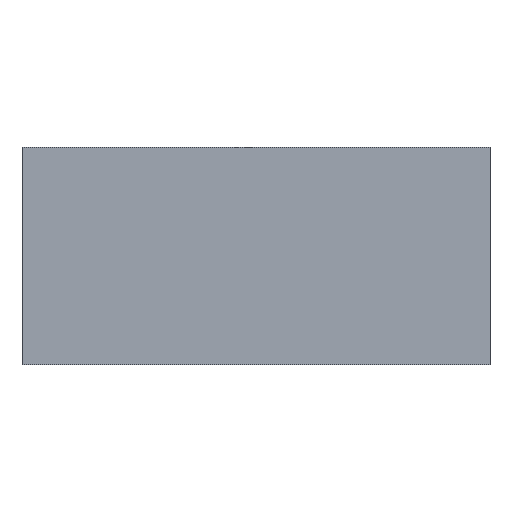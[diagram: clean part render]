
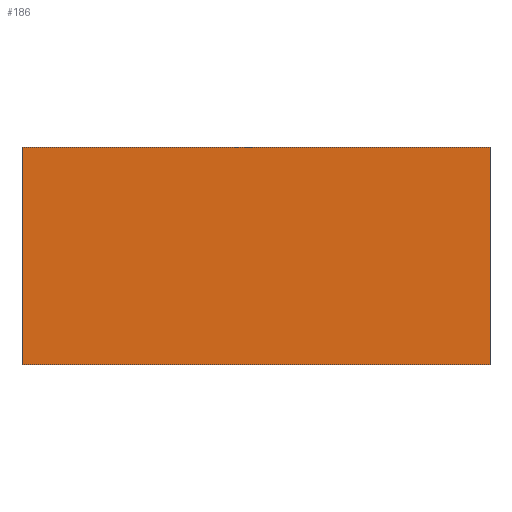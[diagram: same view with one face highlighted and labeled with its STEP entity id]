
A CAD part, front view. The second image highlights one B-rep face of the part: STEP entity #186.
In plain terms, the highlighted planar face has unit normal (0, -1, 0).
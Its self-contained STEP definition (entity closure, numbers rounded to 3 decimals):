
#20=FACE_OUTER_BOUND('',#30,.T.);
#30=EDGE_LOOP('',(#142,#143,#144,#145));
#49=LINE('',#293,#73);
#50=LINE('',#296,#74);
#51=LINE('',#298,#75);
#52=LINE('',#299,#76);
#73=VECTOR('',#241,10.);
#74=VECTOR('',#244,10.);
#75=VECTOR('',#245,10.);
#76=VECTOR('',#246,10.);
#93=VERTEX_POINT('',#289);
#94=VERTEX_POINT('',#291);
#95=VERTEX_POINT('',#295);
#96=VERTEX_POINT('',#297);
#113=EDGE_CURVE('',#93,#94,#49,.T.);
#114=EDGE_CURVE('',#93,#95,#50,.T.);
#115=EDGE_CURVE('',#96,#94,#51,.T.);
#116=EDGE_CURVE('',#95,#96,#52,.T.);
#142=ORIENTED_EDGE('',*,*,#114,.F.);
#143=ORIENTED_EDGE('',*,*,#113,.T.);
#144=ORIENTED_EDGE('',*,*,#115,.F.);
#145=ORIENTED_EDGE('',*,*,#116,.F.);
#176=PLANE('',#210);
#186=ADVANCED_FACE('',(#20),#176,.T.);
#210=AXIS2_PLACEMENT_3D('',#294,#242,#243);
#241=DIRECTION('',(0.,0.,1.));
#242=DIRECTION('center_axis',(0.,-1.,0.));
#243=DIRECTION('ref_axis',(1.,0.,0.));
#244=DIRECTION('',(-1.,0.,0.));
#245=DIRECTION('',(1.,0.,0.));
#246=DIRECTION('',(0.,0.,1.));
#289=CARTESIAN_POINT('',(0.,0.,0.));
#291=CARTESIAN_POINT('',(0.,0.,20.));
#293=CARTESIAN_POINT('',(0.,0.,0.));
#294=CARTESIAN_POINT('Origin',(-43.,0.,0.));
#295=CARTESIAN_POINT('',(-43.,0.,0.));
#296=CARTESIAN_POINT('',(0.,0.,0.));
#297=CARTESIAN_POINT('',(-43.,0.,20.));
#298=CARTESIAN_POINT('',(0.,0.,20.));
#299=CARTESIAN_POINT('',(-43.,0.,0.));
